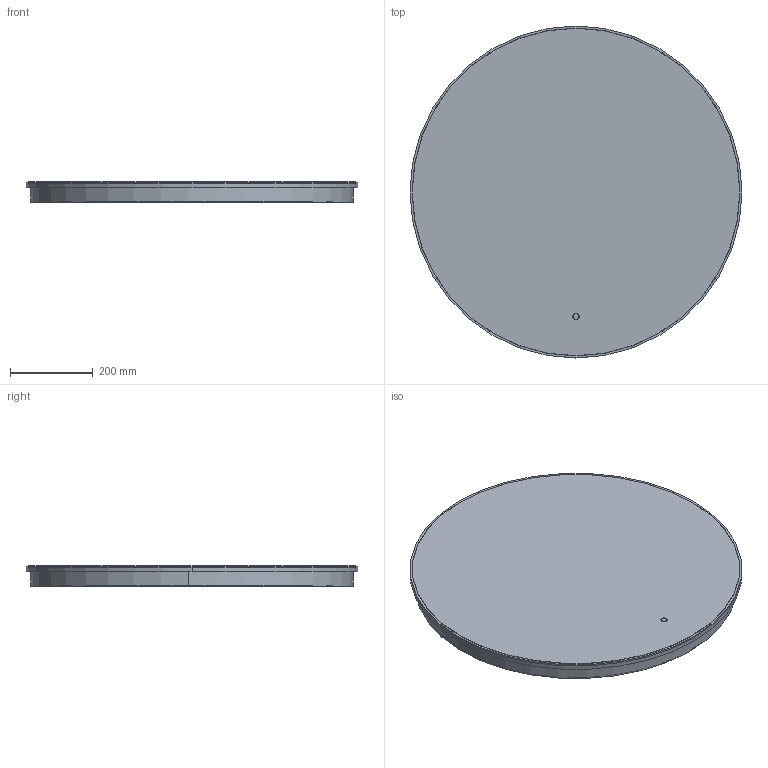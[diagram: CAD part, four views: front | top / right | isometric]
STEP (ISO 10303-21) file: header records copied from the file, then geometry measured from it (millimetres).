
FILE_DESCRIPTION (( 'STEP AP214' ), '1' );
FILE_NAME ('OS080M2_STEP_v11221.STEP', '2021-12-07T12:35:01', ( '' ), ( '' ), 'SwSTEP 2.0', 'SolidWorks 2019', '' );
FILE_SCHEMA (( 'AUTOMOTIVE_DESIGN' ));
Length unit declared in the file: millimetre
Products named in the file (4): OS080M2_STEP_v11221; Acrylic profile_v11221_80cm; Mirror front_v11221_80cm; Oska Casing_v11121_80cm
Assembly tree (3 placements, depth 2):
  OS080M2_STEP_v11221
    Oska Casing_v11121_80cm
    Acrylic profile_v11221_80cm
    Mirror front_v11221_80cm
Bounding box: 800 x 800 x 49 mm (x, y, z)
Volume: 3741998.7 mm3; surface area: 2319454.7 mm2
Topology: 3 solids, 3 shells, 110 faces, 274 edges, 180 vertices
Faces by surface type: plane 92, cylinder 16, cone 2
Entity records: 3392 total; most frequent: CARTESIAN_POINT 570, ORIENTED_EDGE 548, DIRECTION 542, EDGE_CURVE 274, LINE 238, VECTOR 238, VERTEX_POINT 180, AXIS2_PLACEMENT_3D 152
